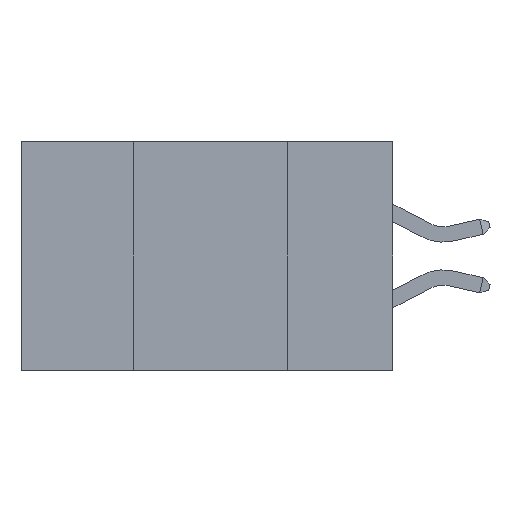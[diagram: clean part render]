
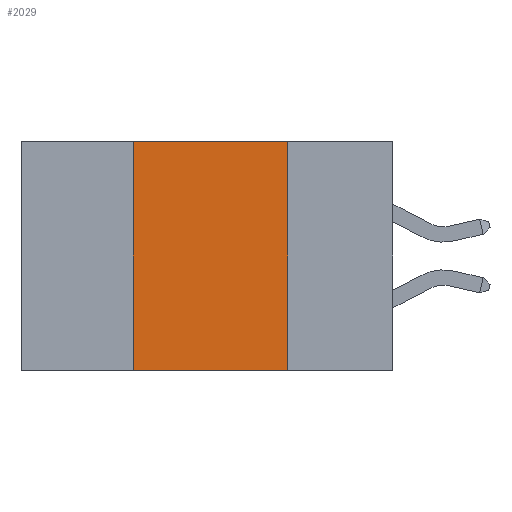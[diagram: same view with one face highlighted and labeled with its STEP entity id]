
A CAD part, left-side view. The second image highlights one B-rep face of the part: STEP entity #2029.
In plain terms, the highlighted planar face has unit normal (-1, 0, 0).
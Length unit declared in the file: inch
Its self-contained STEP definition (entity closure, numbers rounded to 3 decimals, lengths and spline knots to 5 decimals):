
#1026 = VECTOR ( 'NONE', #7591, 39.37008 ) ;
#1321 = LINE ( 'NONE', #5753, #16595 ) ;
#1506 = LINE ( 'NONE', #11871, #5599 ) ;
#1666 = VERTEX_POINT ( 'NONE', #18816 ) ;
#1821 = VECTOR ( 'NONE', #12846, 39.37008 ) ;
#2029 = ADVANCED_FACE ( 'NONE', ( #2358 ), #16805, .F. ) ;
#2358 = FACE_OUTER_BOUND ( 'NONE', #4119, .T. ) ;
#2821 = ORIENTED_EDGE ( 'NONE', *, *, #7305, .F. ) ;
#3155 = AXIS2_PLACEMENT_3D ( 'NONE', #5178, #7804, #4936 ) ;
#4119 = EDGE_LOOP ( 'NONE', ( #2821, #16646, #15266, #14322 ) ) ;
#4298 = CARTESIAN_POINT ( 'NONE',  ( 0., 0.42, 0. ) ) ;
#4936 = DIRECTION ( 'NONE',  ( 0., 0., -1. ) ) ;
#5155 = VERTEX_POINT ( 'NONE', #4298 ) ;
#5163 = EDGE_CURVE ( 'NONE', #5155, #7124, #1321, .T. ) ;
#5178 = CARTESIAN_POINT ( 'NONE',  ( 0., 0.6, 0. ) ) ;
#5599 = VECTOR ( 'NONE', #16530, 39.37008 ) ;
#5698 = LINE ( 'NONE', #9971, #1821 ) ;
#5753 = CARTESIAN_POINT ( 'NONE',  ( 0., 0.6, 0. ) ) ;
#7124 = VERTEX_POINT ( 'NONE', #9149 ) ;
#7305 = EDGE_CURVE ( 'NONE', #7124, #18137, #13132, .T. ) ;
#7591 = DIRECTION ( 'NONE',  ( 0., 0., -1. ) ) ;
#7804 = DIRECTION ( 'NONE',  ( 1., 0., 0. ) ) ;
#8686 = DIRECTION ( 'NONE',  ( 0., -1., 0. ) ) ;
#9149 = CARTESIAN_POINT ( 'NONE',  ( 0., 0.17, 0. ) ) ;
#9971 = CARTESIAN_POINT ( 'NONE',  ( 0., 0.6, -0.37 ) ) ;
#11871 = CARTESIAN_POINT ( 'NONE',  ( 0., 0.42, 0. ) ) ;
#12846 = DIRECTION ( 'NONE',  ( 0., -1., 0. ) ) ;
#12891 = EDGE_CURVE ( 'NONE', #1666, #18137, #5698, .T. ) ;
#13132 = LINE ( 'NONE', #13452, #1026 ) ;
#13452 = CARTESIAN_POINT ( 'NONE',  ( 0., 0.17, 0. ) ) ;
#14322 = ORIENTED_EDGE ( 'NONE', *, *, #12891, .T. ) ;
#14939 = EDGE_CURVE ( 'NONE', #1666, #5155, #1506, .T. ) ;
#15266 = ORIENTED_EDGE ( 'NONE', *, *, #14939, .F. ) ;
#16530 = DIRECTION ( 'NONE',  ( 0., 0., 1. ) ) ;
#16595 = VECTOR ( 'NONE', #8686, 39.37008 ) ;
#16646 = ORIENTED_EDGE ( 'NONE', *, *, #5163, .F. ) ;
#16805 = PLANE ( 'NONE',  #3155 ) ;
#18137 = VERTEX_POINT ( 'NONE', #18819 ) ;
#18816 = CARTESIAN_POINT ( 'NONE',  ( 0., 0.42, -0.37 ) ) ;
#18819 = CARTESIAN_POINT ( 'NONE',  ( 0., 0.17, -0.37 ) ) ;
